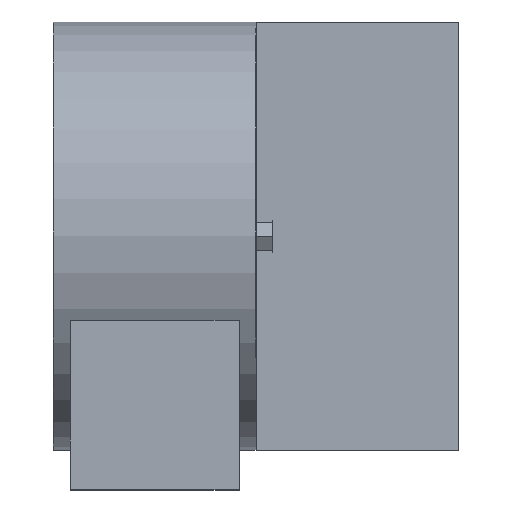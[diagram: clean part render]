
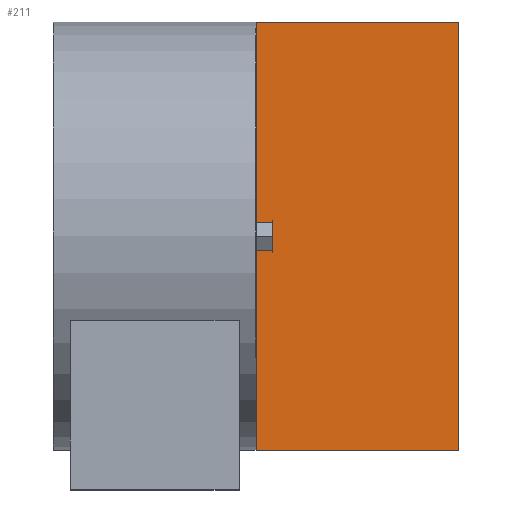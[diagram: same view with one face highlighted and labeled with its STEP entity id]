
A CAD part, top view. The second image highlights one B-rep face of the part: STEP entity #211.
In plain terms, the highlighted planar face has unit normal (0, 0, 1).
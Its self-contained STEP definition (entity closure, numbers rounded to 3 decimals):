
#211 = ADVANCED_FACE('',(#212),#278,.T.);
#212 = FACE_BOUND('',#213,.T.);
#213 = EDGE_LOOP('',(#214,#224,#232,#240,#248,#256,#264,#272));
#214 = ORIENTED_EDGE('',*,*,#215,.F.);
#215 = EDGE_CURVE('',#216,#218,#220,.T.);
#216 = VERTEX_POINT('',#217);
#217 = CARTESIAN_POINT('',(-6.,-6.35,0.));
#218 = VERTEX_POINT('',#219);
#219 = CARTESIAN_POINT('',(-6.,-0.424,0.));
#220 = LINE('',#221,#222);
#221 = CARTESIAN_POINT('',(-6.,-6.5,0.));
#222 = VECTOR('',#223,1.);
#223 = DIRECTION('',(0.,1.,0.));
#224 = ORIENTED_EDGE('',*,*,#225,.F.);
#225 = EDGE_CURVE('',#226,#216,#228,.T.);
#226 = VERTEX_POINT('',#227);
#227 = CARTESIAN_POINT('',(0.,-6.35,0.));
#228 = LINE('',#229,#230);
#229 = CARTESIAN_POINT('',(-6.,-6.35,0.));
#230 = VECTOR('',#231,1.);
#231 = DIRECTION('',(-1.,-0.,-0.));
#232 = ORIENTED_EDGE('',*,*,#233,.T.);
#233 = EDGE_CURVE('',#226,#234,#236,.T.);
#234 = VERTEX_POINT('',#235);
#235 = CARTESIAN_POINT('',(0.,6.35,0.));
#236 = LINE('',#237,#238);
#237 = CARTESIAN_POINT('',(0.,-6.5,0.));
#238 = VECTOR('',#239,1.);
#239 = DIRECTION('',(0.,1.,0.));
#240 = ORIENTED_EDGE('',*,*,#241,.T.);
#241 = EDGE_CURVE('',#234,#242,#244,.T.);
#242 = VERTEX_POINT('',#243);
#243 = CARTESIAN_POINT('',(-6.,6.35,0.));
#244 = LINE('',#245,#246);
#245 = CARTESIAN_POINT('',(-6.,6.35,0.));
#246 = VECTOR('',#247,1.);
#247 = DIRECTION('',(-1.,-0.,-0.));
#248 = ORIENTED_EDGE('',*,*,#249,.F.);
#249 = EDGE_CURVE('',#250,#242,#252,.T.);
#250 = VERTEX_POINT('',#251);
#251 = CARTESIAN_POINT('',(-6.,0.407,0.));
#252 = LINE('',#253,#254);
#253 = CARTESIAN_POINT('',(-6.,-6.5,0.));
#254 = VECTOR('',#255,1.);
#255 = DIRECTION('',(0.,1.,0.));
#256 = ORIENTED_EDGE('',*,*,#257,.F.);
#257 = EDGE_CURVE('',#258,#250,#260,.T.);
#258 = VERTEX_POINT('',#259);
#259 = CARTESIAN_POINT('',(-5.5,0.407,0.));
#260 = LINE('',#261,#262);
#261 = CARTESIAN_POINT('',(-5.75,0.407,0.));
#262 = VECTOR('',#263,1.);
#263 = DIRECTION('',(-1.,-0.,0.));
#264 = ORIENTED_EDGE('',*,*,#265,.T.);
#265 = EDGE_CURVE('',#258,#266,#268,.T.);
#266 = VERTEX_POINT('',#267);
#267 = CARTESIAN_POINT('',(-5.5,-0.424,0.));
#268 = LINE('',#269,#270);
#269 = CARTESIAN_POINT('',(-5.5,-3.25,0.));
#270 = VECTOR('',#271,1.);
#271 = DIRECTION('',(0.,-1.,0.));
#272 = ORIENTED_EDGE('',*,*,#273,.F.);
#273 = EDGE_CURVE('',#218,#266,#274,.T.);
#274 = LINE('',#275,#276);
#275 = CARTESIAN_POINT('',(-5.75,-0.424,0.));
#276 = VECTOR('',#277,1.);
#277 = DIRECTION('',(1.,-0.,0.));
#278 = PLANE('',#279);
#279 = AXIS2_PLACEMENT_3D('',#280,#281,#282);
#280 = CARTESIAN_POINT('',(-6.,-6.5,0.));
#281 = DIRECTION('',(0.,0.,1.));
#282 = DIRECTION('',(1.,0.,0.));
